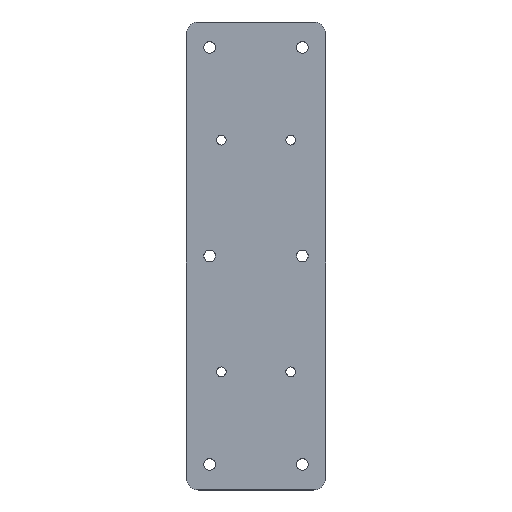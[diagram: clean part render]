
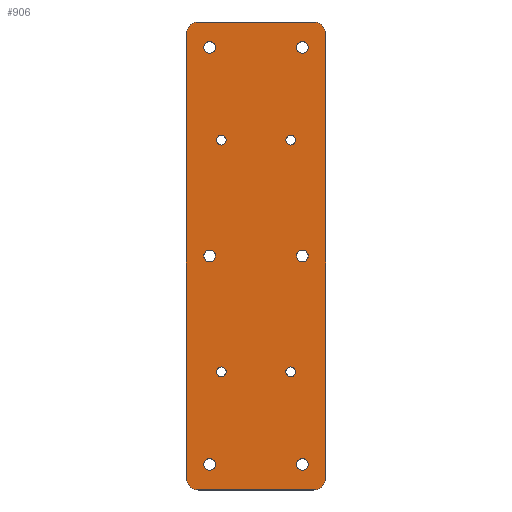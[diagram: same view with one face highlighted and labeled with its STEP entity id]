
A CAD part, top view. The second image highlights one B-rep face of the part: STEP entity #906.
In plain terms, the highlighted planar face has unit normal (0, 0, 1).
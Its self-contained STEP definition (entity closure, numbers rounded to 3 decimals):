
#145=CARTESIAN_POINT('',(-15.,-50.,6.));
#146=DIRECTION('',(0.,0.,-1.));
#147=DIRECTION('',(0.,1.,0.));
#148=AXIS2_PLACEMENT_3D('',#145,#146,#147);
#150=CARTESIAN_POINT('',(-15.,-50.,6.));
#151=DIRECTION('',(0.,0.,-1.));
#152=DIRECTION('',(0.,-1.,0.));
#153=AXIS2_PLACEMENT_3D('',#150,#151,#152);
#155=CARTESIAN_POINT('',(15.,-50.,6.));
#156=DIRECTION('',(0.,0.,-1.));
#157=DIRECTION('',(0.,1.,0.));
#158=AXIS2_PLACEMENT_3D('',#155,#156,#157);
#160=CARTESIAN_POINT('',(15.,-50.,6.));
#161=DIRECTION('',(0.,0.,-1.));
#162=DIRECTION('',(0.,-1.,0.));
#163=AXIS2_PLACEMENT_3D('',#160,#161,#162);
#165=CARTESIAN_POINT('',(-15.,50.,6.));
#166=DIRECTION('',(0.,0.,-1.));
#167=DIRECTION('',(0.,1.,0.));
#168=AXIS2_PLACEMENT_3D('',#165,#166,#167);
#170=CARTESIAN_POINT('',(-15.,50.,6.));
#171=DIRECTION('',(0.,0.,-1.));
#172=DIRECTION('',(0.,-1.,0.));
#173=AXIS2_PLACEMENT_3D('',#170,#171,#172);
#175=CARTESIAN_POINT('',(15.,50.,6.));
#176=DIRECTION('',(0.,0.,-1.));
#177=DIRECTION('',(0.,1.,0.));
#178=AXIS2_PLACEMENT_3D('',#175,#176,#177);
#180=CARTESIAN_POINT('',(15.,50.,6.));
#181=DIRECTION('',(0.,0.,-1.));
#182=DIRECTION('',(0.,-1.,0.));
#183=AXIS2_PLACEMENT_3D('',#180,#181,#182);
#185=CARTESIAN_POINT('',(-20.,-90.,6.));
#186=DIRECTION('',(0.,0.,-1.));
#187=DIRECTION('',(0.,1.,0.));
#188=AXIS2_PLACEMENT_3D('',#185,#186,#187);
#190=CARTESIAN_POINT('',(-20.,-90.,6.));
#191=DIRECTION('',(0.,0.,-1.));
#192=DIRECTION('',(0.,-1.,0.));
#193=AXIS2_PLACEMENT_3D('',#190,#191,#192);
#195=CARTESIAN_POINT('',(20.,-90.,6.));
#196=DIRECTION('',(0.,0.,-1.));
#197=DIRECTION('',(0.,1.,0.));
#198=AXIS2_PLACEMENT_3D('',#195,#196,#197);
#200=CARTESIAN_POINT('',(20.,-90.,6.));
#201=DIRECTION('',(0.,0.,-1.));
#202=DIRECTION('',(0.,-1.,0.));
#203=AXIS2_PLACEMENT_3D('',#200,#201,#202);
#205=CARTESIAN_POINT('',(-20.,90.,6.));
#206=DIRECTION('',(0.,0.,-1.));
#207=DIRECTION('',(0.,1.,0.));
#208=AXIS2_PLACEMENT_3D('',#205,#206,#207);
#210=CARTESIAN_POINT('',(-20.,90.,6.));
#211=DIRECTION('',(0.,0.,-1.));
#212=DIRECTION('',(0.,-1.,0.));
#213=AXIS2_PLACEMENT_3D('',#210,#211,#212);
#215=CARTESIAN_POINT('',(20.,90.,6.));
#216=DIRECTION('',(0.,0.,-1.));
#217=DIRECTION('',(0.,1.,0.));
#218=AXIS2_PLACEMENT_3D('',#215,#216,#217);
#220=CARTESIAN_POINT('',(20.,90.,6.));
#221=DIRECTION('',(0.,0.,-1.));
#222=DIRECTION('',(0.,-1.,0.));
#223=AXIS2_PLACEMENT_3D('',#220,#221,#222);
#225=CARTESIAN_POINT('',(-20.,0.,6.));
#226=DIRECTION('',(0.,0.,-1.));
#227=DIRECTION('',(0.,1.,0.));
#228=AXIS2_PLACEMENT_3D('',#225,#226,#227);
#230=CARTESIAN_POINT('',(-20.,0.,6.));
#231=DIRECTION('',(0.,0.,-1.));
#232=DIRECTION('',(0.,-1.,0.));
#233=AXIS2_PLACEMENT_3D('',#230,#231,#232);
#235=CARTESIAN_POINT('',(20.,0.,6.));
#236=DIRECTION('',(0.,0.,-1.));
#237=DIRECTION('',(0.,1.,0.));
#238=AXIS2_PLACEMENT_3D('',#235,#236,#237);
#240=CARTESIAN_POINT('',(20.,0.,6.));
#241=DIRECTION('',(0.,0.,-1.));
#242=DIRECTION('',(0.,-1.,0.));
#243=AXIS2_PLACEMENT_3D('',#240,#241,#242);
#245=CARTESIAN_POINT('',(25.,-96.,6.));
#246=DIRECTION('',(0.,0.,1.));
#247=DIRECTION('',(0.,-1.,0.));
#248=AXIS2_PLACEMENT_3D('',#245,#246,#247);
#250=DIRECTION('',(1.,0.,0.));
#251=VECTOR('',#250,50.);
#252=CARTESIAN_POINT('',(-25.,-101.,6.));
#253=LINE('',#252,#251);
#254=CARTESIAN_POINT('',(-25.,-96.,6.));
#255=DIRECTION('',(0.,0.,1.));
#256=DIRECTION('',(-1.,0.,0.));
#257=AXIS2_PLACEMENT_3D('',#254,#255,#256);
#259=DIRECTION('',(0.,-1.,0.));
#260=VECTOR('',#259,192.);
#261=CARTESIAN_POINT('',(-30.,96.,6.));
#262=LINE('',#261,#260);
#263=CARTESIAN_POINT('',(-25.,96.,6.));
#264=DIRECTION('',(0.,0.,1.));
#265=DIRECTION('',(0.,1.,0.));
#266=AXIS2_PLACEMENT_3D('',#263,#264,#265);
#268=DIRECTION('',(-1.,0.,0.));
#269=VECTOR('',#268,50.);
#270=CARTESIAN_POINT('',(25.,101.,6.));
#271=LINE('',#270,#269);
#272=CARTESIAN_POINT('',(25.,96.,6.));
#273=DIRECTION('',(0.,0.,1.));
#274=DIRECTION('',(1.,0.,0.));
#275=AXIS2_PLACEMENT_3D('',#272,#273,#274);
#277=DIRECTION('',(0.,1.,0.));
#278=VECTOR('',#277,192.);
#279=CARTESIAN_POINT('',(30.,-96.,6.));
#280=LINE('',#279,#278);
#569=CARTESIAN_POINT('',(-15.,-47.9,6.));
#570=CARTESIAN_POINT('',(-15.,-52.1,6.));
#571=VERTEX_POINT('',#569);
#572=VERTEX_POINT('',#570);
#573=CARTESIAN_POINT('',(15.,-47.9,6.));
#574=CARTESIAN_POINT('',(15.,-52.1,6.));
#575=VERTEX_POINT('',#573);
#576=VERTEX_POINT('',#574);
#577=CARTESIAN_POINT('',(-15.,52.1,6.));
#578=CARTESIAN_POINT('',(-15.,47.9,6.));
#579=VERTEX_POINT('',#577);
#580=VERTEX_POINT('',#578);
#581=CARTESIAN_POINT('',(15.,52.1,6.));
#582=CARTESIAN_POINT('',(15.,47.9,6.));
#583=VERTEX_POINT('',#581);
#584=VERTEX_POINT('',#582);
#585=CARTESIAN_POINT('',(-20.,-87.475,6.));
#586=CARTESIAN_POINT('',(-20.,-92.525,6.));
#587=VERTEX_POINT('',#585);
#588=VERTEX_POINT('',#586);
#589=CARTESIAN_POINT('',(20.,-87.475,6.));
#590=CARTESIAN_POINT('',(20.,-92.525,6.));
#591=VERTEX_POINT('',#589);
#592=VERTEX_POINT('',#590);
#593=CARTESIAN_POINT('',(-20.,92.525,6.));
#594=CARTESIAN_POINT('',(-20.,87.475,6.));
#595=VERTEX_POINT('',#593);
#596=VERTEX_POINT('',#594);
#597=CARTESIAN_POINT('',(20.,92.525,6.));
#598=CARTESIAN_POINT('',(20.,87.475,6.));
#599=VERTEX_POINT('',#597);
#600=VERTEX_POINT('',#598);
#601=CARTESIAN_POINT('',(-20.,2.525,6.));
#602=CARTESIAN_POINT('',(-20.,-2.525,6.));
#603=VERTEX_POINT('',#601);
#604=VERTEX_POINT('',#602);
#605=CARTESIAN_POINT('',(20.,2.525,6.));
#606=CARTESIAN_POINT('',(20.,-2.525,6.));
#607=VERTEX_POINT('',#605);
#608=VERTEX_POINT('',#606);
#613=CARTESIAN_POINT('',(25.,-101.,6.));
#614=VERTEX_POINT('',#613);
#615=CARTESIAN_POINT('',(30.,-96.,6.));
#616=VERTEX_POINT('',#615);
#621=CARTESIAN_POINT('',(30.,96.,6.));
#622=VERTEX_POINT('',#621);
#623=CARTESIAN_POINT('',(25.,101.,6.));
#624=VERTEX_POINT('',#623);
#629=CARTESIAN_POINT('',(-25.,101.,6.));
#630=VERTEX_POINT('',#629);
#631=CARTESIAN_POINT('',(-30.,96.,6.));
#632=VERTEX_POINT('',#631);
#637=CARTESIAN_POINT('',(-30.,-96.,6.));
#638=VERTEX_POINT('',#637);
#639=CARTESIAN_POINT('',(-25.,-101.,6.));
#640=VERTEX_POINT('',#639);
#825=CARTESIAN_POINT('',(0.,0.,6.));
#826=DIRECTION('',(0.,0.,1.));
#827=DIRECTION('',(0.,1.,0.));
#828=AXIS2_PLACEMENT_3D('',#825,#826,#827);
#829=PLANE('',#828);
#831=ORIENTED_EDGE('',*,*,#830,.F.);
#833=ORIENTED_EDGE('',*,*,#832,.F.);
#835=ORIENTED_EDGE('',*,*,#834,.F.);
#837=ORIENTED_EDGE('',*,*,#836,.F.);
#839=ORIENTED_EDGE('',*,*,#838,.F.);
#841=ORIENTED_EDGE('',*,*,#840,.F.);
#843=ORIENTED_EDGE('',*,*,#842,.F.);
#845=ORIENTED_EDGE('',*,*,#844,.F.);
#846=EDGE_LOOP('',(#831,#833,#835,#837,#839,#841,#843,#845));
#847=FACE_OUTER_BOUND('',#846,.F.);
#849=ORIENTED_EDGE('',*,*,#848,.F.);
#851=ORIENTED_EDGE('',*,*,#850,.F.);
#852=EDGE_LOOP('',(#849,#851));
#853=FACE_BOUND('',#852,.F.);
#855=ORIENTED_EDGE('',*,*,#854,.F.);
#857=ORIENTED_EDGE('',*,*,#856,.F.);
#858=EDGE_LOOP('',(#855,#857));
#859=FACE_BOUND('',#858,.F.);
#861=ORIENTED_EDGE('',*,*,#860,.F.);
#863=ORIENTED_EDGE('',*,*,#862,.F.);
#864=EDGE_LOOP('',(#861,#863));
#865=FACE_BOUND('',#864,.F.);
#867=ORIENTED_EDGE('',*,*,#866,.F.);
#869=ORIENTED_EDGE('',*,*,#868,.F.);
#870=EDGE_LOOP('',(#867,#869));
#871=FACE_BOUND('',#870,.F.);
#873=ORIENTED_EDGE('',*,*,#872,.F.);
#875=ORIENTED_EDGE('',*,*,#874,.F.);
#876=EDGE_LOOP('',(#873,#875));
#877=FACE_BOUND('',#876,.F.);
#879=ORIENTED_EDGE('',*,*,#878,.F.);
#881=ORIENTED_EDGE('',*,*,#880,.F.);
#882=EDGE_LOOP('',(#879,#881));
#883=FACE_BOUND('',#882,.F.);
#885=ORIENTED_EDGE('',*,*,#884,.F.);
#887=ORIENTED_EDGE('',*,*,#886,.F.);
#888=EDGE_LOOP('',(#885,#887));
#889=FACE_BOUND('',#888,.F.);
#891=ORIENTED_EDGE('',*,*,#890,.F.);
#893=ORIENTED_EDGE('',*,*,#892,.F.);
#894=EDGE_LOOP('',(#891,#893));
#895=FACE_BOUND('',#894,.F.);
#897=ORIENTED_EDGE('',*,*,#896,.F.);
#899=ORIENTED_EDGE('',*,*,#898,.F.);
#900=EDGE_LOOP('',(#897,#899));
#901=FACE_BOUND('',#900,.F.);
#902=ORIENTED_EDGE('',*,*,#805,.F.);
#903=ORIENTED_EDGE('',*,*,#819,.F.);
#904=EDGE_LOOP('',(#902,#903));
#905=FACE_BOUND('',#904,.F.);
#906=ADVANCED_FACE('',(#847,#853,#859,#865,#871,#877,#883,#889,#895,#901,#905),
#829,.T.);
#149=CIRCLE('',#148,2.1);
#154=CIRCLE('',#153,2.1);
#159=CIRCLE('',#158,2.1);
#164=CIRCLE('',#163,2.1);
#169=CIRCLE('',#168,2.1);
#174=CIRCLE('',#173,2.1);
#179=CIRCLE('',#178,2.1);
#184=CIRCLE('',#183,2.1);
#189=CIRCLE('',#188,2.525);
#194=CIRCLE('',#193,2.525);
#199=CIRCLE('',#198,2.525);
#204=CIRCLE('',#203,2.525);
#209=CIRCLE('',#208,2.525);
#214=CIRCLE('',#213,2.525);
#219=CIRCLE('',#218,2.525);
#224=CIRCLE('',#223,2.525);
#229=CIRCLE('',#228,2.525);
#234=CIRCLE('',#233,2.525);
#239=CIRCLE('',#238,2.525);
#244=CIRCLE('',#243,2.525);
#249=CIRCLE('',#248,5.);
#258=CIRCLE('',#257,5.);
#267=CIRCLE('',#266,5.);
#276=CIRCLE('',#275,5.);
#805=EDGE_CURVE('',#571,#572,#149,.T.);
#819=EDGE_CURVE('',#572,#571,#154,.T.);
#830=EDGE_CURVE('',#614,#616,#249,.T.);
#832=EDGE_CURVE('',#640,#614,#253,.T.);
#834=EDGE_CURVE('',#638,#640,#258,.T.);
#836=EDGE_CURVE('',#632,#638,#262,.T.);
#838=EDGE_CURVE('',#630,#632,#267,.T.);
#840=EDGE_CURVE('',#624,#630,#271,.T.);
#842=EDGE_CURVE('',#622,#624,#276,.T.);
#844=EDGE_CURVE('',#616,#622,#280,.T.);
#848=EDGE_CURVE('',#575,#576,#159,.T.);
#850=EDGE_CURVE('',#576,#575,#164,.T.);
#854=EDGE_CURVE('',#579,#580,#169,.T.);
#856=EDGE_CURVE('',#580,#579,#174,.T.);
#860=EDGE_CURVE('',#583,#584,#179,.T.);
#862=EDGE_CURVE('',#584,#583,#184,.T.);
#866=EDGE_CURVE('',#587,#588,#189,.T.);
#868=EDGE_CURVE('',#588,#587,#194,.T.);
#872=EDGE_CURVE('',#591,#592,#199,.T.);
#874=EDGE_CURVE('',#592,#591,#204,.T.);
#878=EDGE_CURVE('',#595,#596,#209,.T.);
#880=EDGE_CURVE('',#596,#595,#214,.T.);
#884=EDGE_CURVE('',#599,#600,#219,.T.);
#886=EDGE_CURVE('',#600,#599,#224,.T.);
#890=EDGE_CURVE('',#603,#604,#229,.T.);
#892=EDGE_CURVE('',#604,#603,#234,.T.);
#896=EDGE_CURVE('',#607,#608,#239,.T.);
#898=EDGE_CURVE('',#608,#607,#244,.T.);
